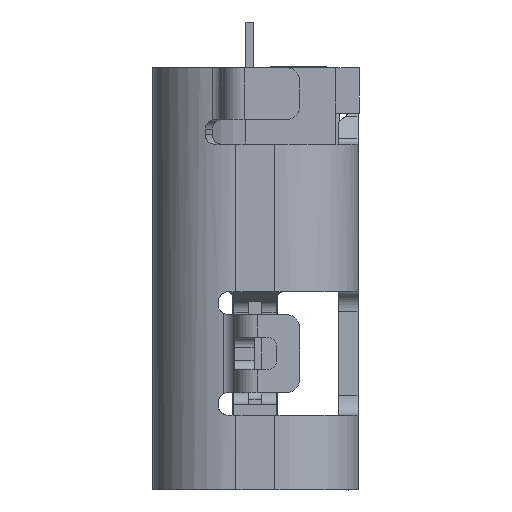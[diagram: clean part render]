
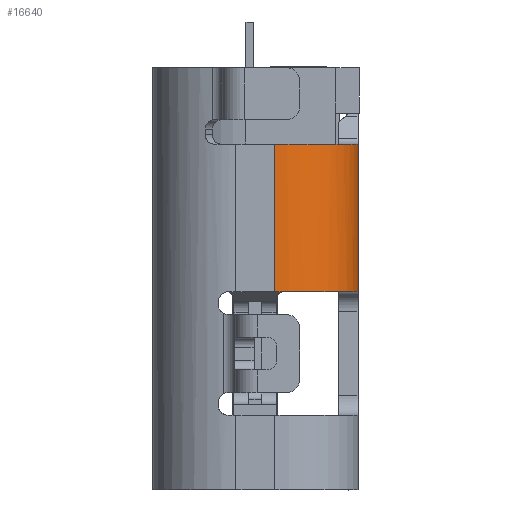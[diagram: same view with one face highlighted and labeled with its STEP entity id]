
A CAD part, left-side view. The second image highlights one B-rep face of the part: STEP entity #16640.
In plain terms, the highlighted cylindrical face has radius 1.28 mm (diameter 2.56 mm), a partial arc.
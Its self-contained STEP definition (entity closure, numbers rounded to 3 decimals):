
#1053=CARTESIAN_POINT('',(-2.068,0.622,-5.404));
#1054=DIRECTION('',(0.,0.,1.));
#1055=DIRECTION('',(-0.679,-0.734,0.));
#1056=AXIS2_PLACEMENT_3D('',#1053,#1054,#1055);
#2540=CARTESIAN_POINT('',(-2.068,0.622,-7.674));
#2541=DIRECTION('',(0.,0.,1.));
#2542=DIRECTION('',(-1.,0.,0.));
#2543=AXIS2_PLACEMENT_3D('',#2540,#2541,#2542);
#4593=DIRECTION('',(0.,0.,1.));
#4594=VECTOR('',#4593,2.27);
#4595=CARTESIAN_POINT('',(-2.068,-0.658,-7.674));
#4596=LINE('',#4595,#4594);
#4597=DIRECTION('',(0.,0.,-1.));
#4598=VECTOR('',#4597,2.27);
#4599=CARTESIAN_POINT('',(-3.348,0.622,-5.404));
#4600=LINE('',#4599,#4598);
#4601=CARTESIAN_POINT('',(-2.068,0.622,-5.404));
#4602=DIRECTION('',(0.,0.,1.));
#4603=DIRECTION('',(-1.,0.,0.));
#4604=AXIS2_PLACEMENT_3D('',#4601,#4602,#4603);
#4625=CARTESIAN_POINT('',(-2.068,0.622,-5.404));
#4626=DIRECTION('',(0.,0.,1.));
#4627=DIRECTION('',(-0.746,-0.666,0.));
#4628=AXIS2_PLACEMENT_3D('',#4625,#4626,#4627);
#8938=CARTESIAN_POINT('',(-2.937,-0.318,
-5.404));
#8940=VERTEX_POINT('',#8938);
#8948=CARTESIAN_POINT('',(-2.068,-0.658,-5.404));
#8949=VERTEX_POINT('',#8948);
#9458=CARTESIAN_POINT('',(-2.068,-0.658,-7.674));
#9459=VERTEX_POINT('',#9458);
#9460=CARTESIAN_POINT('',(-3.348,0.622,-7.674));
#9461=VERTEX_POINT('',#9460);
#9466=CARTESIAN_POINT('',(-3.023,-0.23,-5.404));
#9467=VERTEX_POINT('',#9466);
#9468=CARTESIAN_POINT('',(-3.348,0.622,-5.404));
#9469=VERTEX_POINT('',#9468);
#16625=CARTESIAN_POINT('',(-2.068,0.622,-5.404));
#16626=DIRECTION('',(0.,0.,-1.));
#16627=DIRECTION('',(-1.,0.,0.));
#16628=AXIS2_PLACEMENT_3D('',#16625,#16626,#16627);
#16629=CYLINDRICAL_SURFACE('',#16628,1.28);
#16630=ORIENTED_EDGE('',*,*,#12026,.F.);
#16631=ORIENTED_EDGE('',*,*,#13923,.F.);
#16632=ORIENTED_EDGE('',*,*,#16616,.F.);
#16634=ORIENTED_EDGE('',*,*,#16633,.T.);
#16636=ORIENTED_EDGE('',*,*,#16635,.T.);
#16637=ORIENTED_EDGE('',*,*,#12067,.T.);
#16638=EDGE_LOOP('',(#16630,#16631,#16632,#16634,#16636,#16637));
#16639=FACE_OUTER_BOUND('',#16638,.F.);
#16640=ADVANCED_FACE('',(#16639),#16629,.T.);
#1057=CIRCLE('',#1056,1.28);
#2544=CIRCLE('',#2543,1.28);
#4605=CIRCLE('',#4604,1.28);
#4629=CIRCLE('',#4628,1.28);
#12026=EDGE_CURVE('',#9459,#8949,#4596,.T.);
#12067=EDGE_CURVE('',#8940,#8949,#1057,.T.);
#13923=EDGE_CURVE('',#9461,#9459,#2544,.T.);
#16616=EDGE_CURVE('',#9469,#9461,#4600,.T.);
#16633=EDGE_CURVE('',#9469,#9467,#4605,.T.);
#16635=EDGE_CURVE('',#9467,#8940,#4629,.T.);
